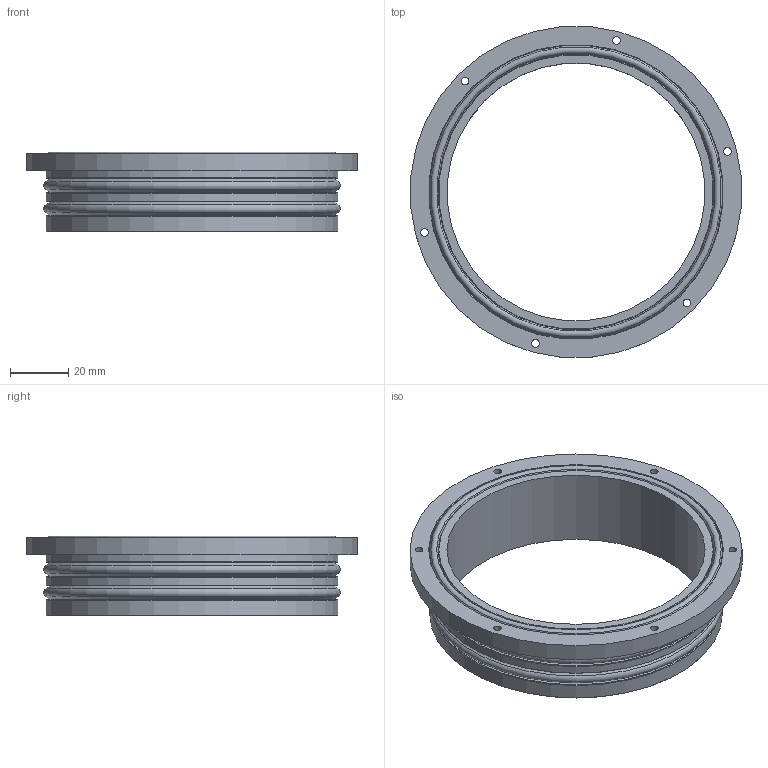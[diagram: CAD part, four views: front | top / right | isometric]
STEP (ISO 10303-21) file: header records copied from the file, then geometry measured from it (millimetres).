
FILE_DESCRIPTION(/* description */ ('STEP AP242','CAx-IF Rec.Pracs.---Representation and Presentation of Product Manufacturing Information (PMI)---4.0---2014-10-13','CAx-IF Rec.Pracs.---3D Tessellated Geometry---0.4---2014-09-14','2;1'),/* implementation_level */ '2;1');
FILE_NAME(/* name */ '62a517a657650178f06e501c',/* time_stamp */ '2022-06-11T22:31:02+00:00',/* author */ (''),/* organization */ (''),/* preprocessor_version */ 'ST-DEVELOPER v18.102',/* originating_system */ ' ',/* authorisation */ ' ');
FILE_SCHEMA (('AP242_MANAGED_MODEL_BASED_3D_ENGINEERING_MIM_LF { 1 0 10303 442 1 1 4 }'));
Length unit declared in the file: metre
Products named in the file (1): Part 1
Bounding box: 113.87 x 113.87 x 27.53 mm (x, y, z)
Volume: 61899.3 mm3; surface area: 28305.8 mm2
Topology: 1 solids, 1 shells, 45 faces, 94 edges, 61 vertices
Faces by surface type: cylinder 17, cone 13, plane 12, torus 3
Full cylindrical faces by diameter (mm): 2.6 x10, 88.838 x1, 94.92 x1, 100.838 x3, 101.117 x1, 114.3 x1
Entity records: 1014 total; most frequent: DIRECTION 194, CARTESIAN_POINT 148, ORIENTED_EDGE 102, EDGE_LOOP 102, FACE_BOUND 102, AXIS2_PLACEMENT_3D 97, EDGE_CURVE 51, VERTEX_POINT 51
